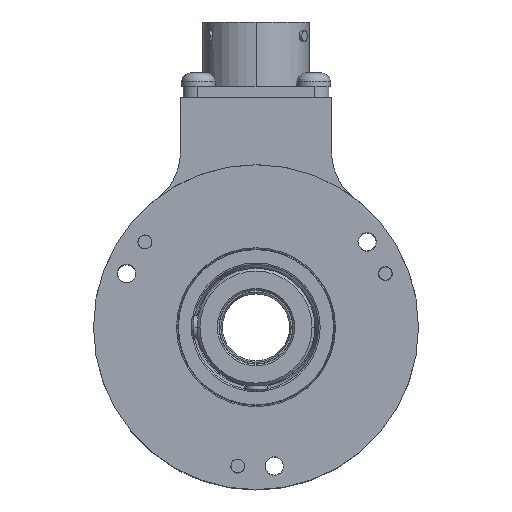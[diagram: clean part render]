
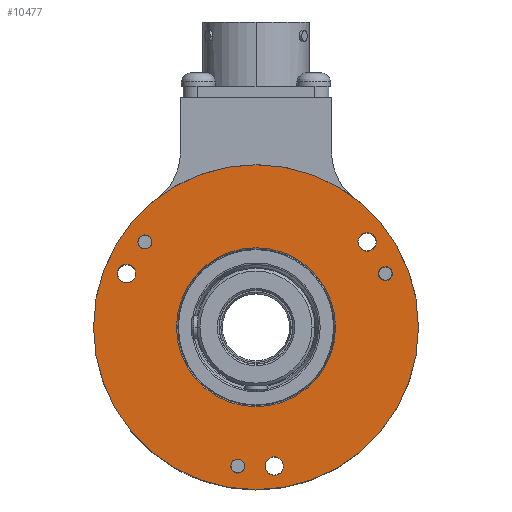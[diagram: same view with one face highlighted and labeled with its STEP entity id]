
A CAD part, top view. The second image highlights one B-rep face of the part: STEP entity #10477.
In plain terms, the highlighted planar face has unit normal (0, 0, 1).
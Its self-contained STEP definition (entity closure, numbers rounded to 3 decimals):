
#2183=CARTESIAN_POINT('',(0.,0.,18.));
#2184=DIRECTION('',(0.,0.,1.));
#2185=DIRECTION('',(1.,0.,0.));
#2186=AXIS2_PLACEMENT_3D('',#2183,#2184,#2185);
#2188=CARTESIAN_POINT('',(0.,0.,18.));
#2189=DIRECTION('',(0.,0.,1.));
#2190=DIRECTION('',(-1.,0.,0.));
#2191=AXIS2_PLACEMENT_3D('',#2188,#2189,#2190);
#2193=CARTESIAN_POINT('',(-19.834,15.219,18.));
#2194=DIRECTION('',(0.,0.,-1.));
#2195=DIRECTION('',(-0.793,0.609,0.));
#2196=AXIS2_PLACEMENT_3D('',#2193,#2194,#2195);
#2198=CARTESIAN_POINT('',(-19.834,15.219,18.));
#2199=DIRECTION('',(0.,0.,-1.));
#2200=DIRECTION('',(0.793,-0.609,0.));
#2201=AXIS2_PLACEMENT_3D('',#2198,#2199,#2200);
#2203=CARTESIAN_POINT('',(-3.263,-24.786,18.));
#2204=DIRECTION('',(0.,0.,-1.));
#2205=DIRECTION('',(-0.131,-0.991,0.));
#2206=AXIS2_PLACEMENT_3D('',#2203,#2204,#2205);
#2208=CARTESIAN_POINT('',(-3.263,-24.786,18.));
#2209=DIRECTION('',(0.,0.,-1.));
#2210=DIRECTION('',(0.131,0.991,0.));
#2211=AXIS2_PLACEMENT_3D('',#2208,#2209,#2210);
#2213=CARTESIAN_POINT('',(23.097,9.567,18.));
#2214=DIRECTION('',(0.,0.,-1.));
#2215=DIRECTION('',(0.924,0.383,0.));
#2216=AXIS2_PLACEMENT_3D('',#2213,#2214,#2215);
#2218=CARTESIAN_POINT('',(23.097,9.567,18.));
#2219=DIRECTION('',(0.,0.,-1.));
#2220=DIRECTION('',(-0.924,-0.383,0.));
#2221=AXIS2_PLACEMENT_3D('',#2218,#2219,#2220);
#2223=CARTESIAN_POINT('',(3.263,-24.786,18.));
#2224=DIRECTION('',(0.,0.,1.));
#2225=DIRECTION('',(0.,-1.,0.));
#2226=AXIS2_PLACEMENT_3D('',#2223,#2224,#2225);
#2228=CARTESIAN_POINT('',(3.263,-24.786,18.));
#2229=DIRECTION('',(0.,0.,1.));
#2230=DIRECTION('',(0.,1.,0.));
#2231=AXIS2_PLACEMENT_3D('',#2228,#2229,#2230);
#2233=CARTESIAN_POINT('',(19.834,15.219,18.));
#2234=DIRECTION('',(0.,0.,1.));
#2235=DIRECTION('',(0.,-1.,0.));
#2236=AXIS2_PLACEMENT_3D('',#2233,#2234,#2235);
#2238=CARTESIAN_POINT('',(19.834,15.219,18.));
#2239=DIRECTION('',(0.,0.,1.));
#2240=DIRECTION('',(0.,1.,0.));
#2241=AXIS2_PLACEMENT_3D('',#2238,#2239,#2240);
#2243=CARTESIAN_POINT('',(-23.097,9.567,18.));
#2244=DIRECTION('',(0.,0.,1.));
#2245=DIRECTION('',(0.,-1.,0.));
#2246=AXIS2_PLACEMENT_3D('',#2243,#2244,#2245);
#2248=CARTESIAN_POINT('',(-23.097,9.567,18.));
#2249=DIRECTION('',(0.,0.,1.));
#2250=DIRECTION('',(0.,1.,0.));
#2251=AXIS2_PLACEMENT_3D('',#2248,#2249,#2250);
#2253=CARTESIAN_POINT('',(0.,0.,18.));
#2254=DIRECTION('',(0.,0.,-1.));
#2255=DIRECTION('',(-1.,0.,0.));
#2256=AXIS2_PLACEMENT_3D('',#2253,#2254,#2255);
#2271=CARTESIAN_POINT('',(0.,0.,18.));
#2272=DIRECTION('',(0.,0.,-1.));
#2273=DIRECTION('',(1.,0.,0.));
#2274=AXIS2_PLACEMENT_3D('',#2271,#2272,#2273);
#6702=CARTESIAN_POINT('',(29.,0.,18.));
#6703=CARTESIAN_POINT('',(-29.,0.,18.));
#6704=VERTEX_POINT('',#6702);
#6705=VERTEX_POINT('',#6703);
#6706=CARTESIAN_POINT('',(-20.826,15.98,18.));
#6707=CARTESIAN_POINT('',(-18.842,14.458,18.));
#6708=VERTEX_POINT('',#6706);
#6709=VERTEX_POINT('',#6707);
#6710=CARTESIAN_POINT('',(-3.426,-26.025,18.));
#6711=CARTESIAN_POINT('',(-3.1,-23.547,18.));
#6712=VERTEX_POINT('',#6710);
#6713=VERTEX_POINT('',#6711);
#6714=CARTESIAN_POINT('',(24.252,10.045,18.));
#6715=CARTESIAN_POINT('',(21.942,9.089,18.));
#6716=VERTEX_POINT('',#6714);
#6717=VERTEX_POINT('',#6715);
#6718=CARTESIAN_POINT('',(14.188,0.,18.));
#6719=CARTESIAN_POINT('',(-14.188,0.,18.));
#6720=VERTEX_POINT('',#6718);
#6721=VERTEX_POINT('',#6719);
#6726=CARTESIAN_POINT('',(3.263,-26.436,18.));
#6727=CARTESIAN_POINT('',(3.263,-23.136,18.));
#6728=VERTEX_POINT('',#6726);
#6729=VERTEX_POINT('',#6727);
#6734=CARTESIAN_POINT('',(19.834,13.569,18.));
#6735=CARTESIAN_POINT('',(19.834,16.869,18.));
#6736=VERTEX_POINT('',#6734);
#6737=VERTEX_POINT('',#6735);
#6742=CARTESIAN_POINT('',(-23.097,7.917,18.));
#6743=CARTESIAN_POINT('',(-23.097,11.217,18.));
#6744=VERTEX_POINT('',#6742);
#6745=VERTEX_POINT('',#6743);
#10427=CARTESIAN_POINT('',(0.,0.,18.));
#10428=DIRECTION('',(0.,0.,1.));
#10429=DIRECTION('',(1.,0.,0.));
#10430=AXIS2_PLACEMENT_3D('',#10427,#10428,#10429);
#10431=PLANE('',#10430);
#10432=ORIENTED_EDGE('',*,*,#9293,.F.);
#10433=ORIENTED_EDGE('',*,*,#9247,.F.);
#10434=EDGE_LOOP('',(#10432,#10433));
#10435=FACE_OUTER_BOUND('',#10434,.F.);
#10437=ORIENTED_EDGE('',*,*,#10436,.F.);
#10439=ORIENTED_EDGE('',*,*,#10438,.F.);
#10440=EDGE_LOOP('',(#10437,#10439));
#10441=FACE_BOUND('',#10440,.F.);
#10443=ORIENTED_EDGE('',*,*,#10442,.F.);
#10445=ORIENTED_EDGE('',*,*,#10444,.F.);
#10446=EDGE_LOOP('',(#10443,#10445));
#10447=FACE_BOUND('',#10446,.F.);
#10449=ORIENTED_EDGE('',*,*,#10448,.F.);
#10451=ORIENTED_EDGE('',*,*,#10450,.F.);
#10452=EDGE_LOOP('',(#10449,#10451));
#10453=FACE_BOUND('',#10452,.F.);
#10455=ORIENTED_EDGE('',*,*,#10454,.F.);
#10457=ORIENTED_EDGE('',*,*,#10456,.F.);
#10458=EDGE_LOOP('',(#10455,#10457));
#10459=FACE_BOUND('',#10458,.F.);
#10461=ORIENTED_EDGE('',*,*,#10460,.T.);
#10463=ORIENTED_EDGE('',*,*,#10462,.T.);
#10464=EDGE_LOOP('',(#10461,#10463));
#10465=FACE_BOUND('',#10464,.F.);
#10466=ORIENTED_EDGE('',*,*,#10417,.T.);
#10468=ORIENTED_EDGE('',*,*,#10467,.T.);
#10469=EDGE_LOOP('',(#10466,#10468));
#10470=FACE_BOUND('',#10469,.F.);
#10472=ORIENTED_EDGE('',*,*,#10471,.T.);
#10474=ORIENTED_EDGE('',*,*,#10473,.T.);
#10475=EDGE_LOOP('',(#10472,#10474));
#10476=FACE_BOUND('',#10475,.F.);
#2187=CIRCLE('',#2186,29.);
#2192=CIRCLE('',#2191,29.);
#2197=CIRCLE('',#2196,1.25);
#2202=CIRCLE('',#2201,1.25);
#2207=CIRCLE('',#2206,1.25);
#2212=CIRCLE('',#2211,1.25);
#2217=CIRCLE('',#2216,1.25);
#2222=CIRCLE('',#2221,1.25);
#2227=CIRCLE('',#2226,1.65);
#2232=CIRCLE('',#2231,1.65);
#2237=CIRCLE('',#2236,1.65);
#2242=CIRCLE('',#2241,1.65);
#2247=CIRCLE('',#2246,1.65);
#2252=CIRCLE('',#2251,1.65);
#2257=CIRCLE('',#2256,14.188);
#2275=CIRCLE('',#2274,14.188);
#9247=EDGE_CURVE('',#6705,#6704,#2192,.T.);
#9293=EDGE_CURVE('',#6704,#6705,#2187,.T.);
#10417=EDGE_CURVE('',#6736,#6737,#2237,.T.);
#10436=EDGE_CURVE('',#6721,#6720,#2257,.T.);
#10438=EDGE_CURVE('',#6720,#6721,#2275,.T.);
#10442=EDGE_CURVE('',#6708,#6709,#2197,.T.);
#10444=EDGE_CURVE('',#6709,#6708,#2202,.T.);
#10448=EDGE_CURVE('',#6712,#6713,#2207,.T.);
#10450=EDGE_CURVE('',#6713,#6712,#2212,.T.);
#10454=EDGE_CURVE('',#6716,#6717,#2217,.T.);
#10456=EDGE_CURVE('',#6717,#6716,#2222,.T.);
#10460=EDGE_CURVE('',#6728,#6729,#2227,.T.);
#10462=EDGE_CURVE('',#6729,#6728,#2232,.T.);
#10467=EDGE_CURVE('',#6737,#6736,#2242,.T.);
#10471=EDGE_CURVE('',#6744,#6745,#2247,.T.);
#10473=EDGE_CURVE('',#6745,#6744,#2252,.T.);
#10477=ADVANCED_FACE('',(#10435,#10441,#10447,#10453,#10459,#10465,#10470,
#10476),#10431,.T.);
